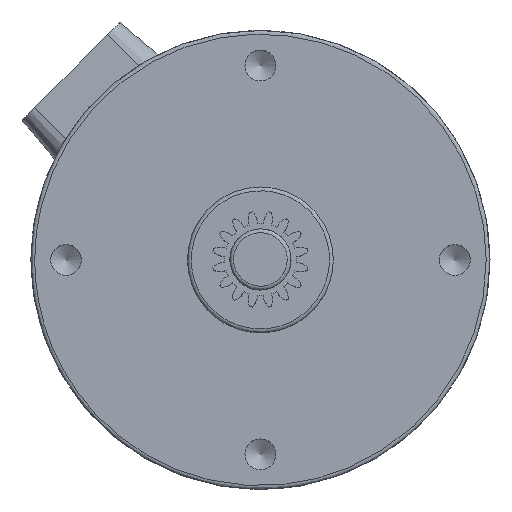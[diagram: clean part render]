
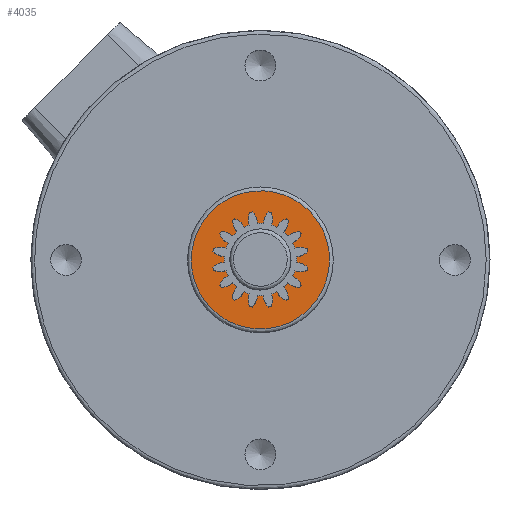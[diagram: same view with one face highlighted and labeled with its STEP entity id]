
A CAD part, top view. The second image highlights one B-rep face of the part: STEP entity #4035.
In plain terms, the highlighted planar face has unit normal (0, 0, 1).
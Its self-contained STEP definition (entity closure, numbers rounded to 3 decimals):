
#124 = CARTESIAN_POINT ( 'NONE',  ( -110.047, 17.661, 56.386 ) ) ;
#159 =( BOUNDED_CURVE ( )  B_SPLINE_CURVE ( 3, ( #3041, #4497, #1189, #2675 ),
 .UNSPECIFIED., .F., .T. ) 
 B_SPLINE_CURVE_WITH_KNOTS ( ( 4, 4 ),
 ( 0., 1. ),
 .UNSPECIFIED. ) 
 CURVE ( )  GEOMETRIC_REPRESENTATION_ITEM ( )  RATIONAL_B_SPLINE_CURVE ( ( 1., 0.333, 0.333, 1. ) ) 
 REPRESENTATION_ITEM ( '' )  );
#259 = EDGE_CURVE ( 'NONE', #3064, #2901, #3814, .T. ) ;
#312 = CARTESIAN_POINT ( 'NONE',  ( -91.997, 17.661, 56.386 ) ) ;
#325 = CARTESIAN_POINT ( 'NONE',  ( -91.997, -0.389, 56.386 ) ) ;
#428 = ORIENTED_EDGE ( 'NONE', *, *, #3825, .F. ) ;
#483 = CARTESIAN_POINT ( 'NONE',  ( -110.047, 17.661, 56.386 ) ) ;
#614 = CIRCLE ( 'NONE', #995, 4. ) ;
#665 = DIRECTION ( 'NONE',  ( 0., 0., -1. ) ) ;
#798 = EDGE_LOOP ( 'NONE', ( #428, #1992 ) ) ;
#995 = AXIS2_PLACEMENT_3D ( 'NONE', #3981, #665, #2131 ) ;
#1053 = FACE_BOUND ( 'NONE', #4725, .T. ) ;
#1189 = CARTESIAN_POINT ( 'NONE',  ( -91.997, 35.711, 56.386 ) ) ;
#1251 = EDGE_CURVE ( 'NONE', #2882, #2882, #614, .T. ) ;
#1482 = DIRECTION ( 'NONE',  ( 1., 0., 0. ) ) ;
#1836 = AXIS2_PLACEMENT_3D ( 'NONE', #3315, #4768, #1482 ) ;
#1992 = ORIENTED_EDGE ( 'NONE', *, *, #259, .F. ) ;
#2131 = DIRECTION ( 'NONE',  ( -1., 0., 0. ) ) ;
#2550 = FACE_OUTER_BOUND ( 'NONE', #798, .T. ) ;
#2675 = CARTESIAN_POINT ( 'NONE',  ( -91.997, 17.661, 56.386 ) ) ;
#2882 = VERTEX_POINT ( 'NONE', #4344 ) ;
#2896 = CARTESIAN_POINT ( 'NONE',  ( -91.997, 17.661, 56.386 ) ) ;
#2901 = VERTEX_POINT ( 'NONE', #124 ) ;
#3041 = CARTESIAN_POINT ( 'NONE',  ( -110.047, 17.661, 56.386 ) ) ;
#3064 = VERTEX_POINT ( 'NONE', #2896 ) ;
#3315 = CARTESIAN_POINT ( 'NONE',  ( -101.022, 17.661, 56.386 ) ) ;
#3814 =( BOUNDED_CURVE ( )  B_SPLINE_CURVE ( 3, ( #312, #325, #4766, #483 ),
 .UNSPECIFIED., .F., .T. ) 
 B_SPLINE_CURVE_WITH_KNOTS ( ( 4, 4 ),
 ( 0., 1. ),
 .UNSPECIFIED. ) 
 CURVE ( )  GEOMETRIC_REPRESENTATION_ITEM ( )  RATIONAL_B_SPLINE_CURVE ( ( 1., 0.333, 0.333, 1. ) ) 
 REPRESENTATION_ITEM ( '' )  );
#3825 = EDGE_CURVE ( 'NONE', #2901, #3064, #159, .T. ) ;
#3981 = CARTESIAN_POINT ( 'NONE',  ( -101.022, 17.661, 56.386 ) ) ;
#4022 = PLANE ( 'NONE',  #1836 ) ;
#4035 = ADVANCED_FACE ( 'NONE', ( #1053, #2550 ), #4022, .T. ) ;
#4344 = CARTESIAN_POINT ( 'NONE',  ( -105.022, 17.661, 56.386 ) ) ;
#4497 = CARTESIAN_POINT ( 'NONE',  ( -110.047, 35.711, 56.386 ) ) ;
#4695 = ORIENTED_EDGE ( 'NONE', *, *, #1251, .T. ) ;
#4725 = EDGE_LOOP ( 'NONE', ( #4695 ) ) ;
#4766 = CARTESIAN_POINT ( 'NONE',  ( -110.047, -0.389, 56.386 ) ) ;
#4768 = DIRECTION ( 'NONE',  ( 0., 0., 1. ) ) ;
